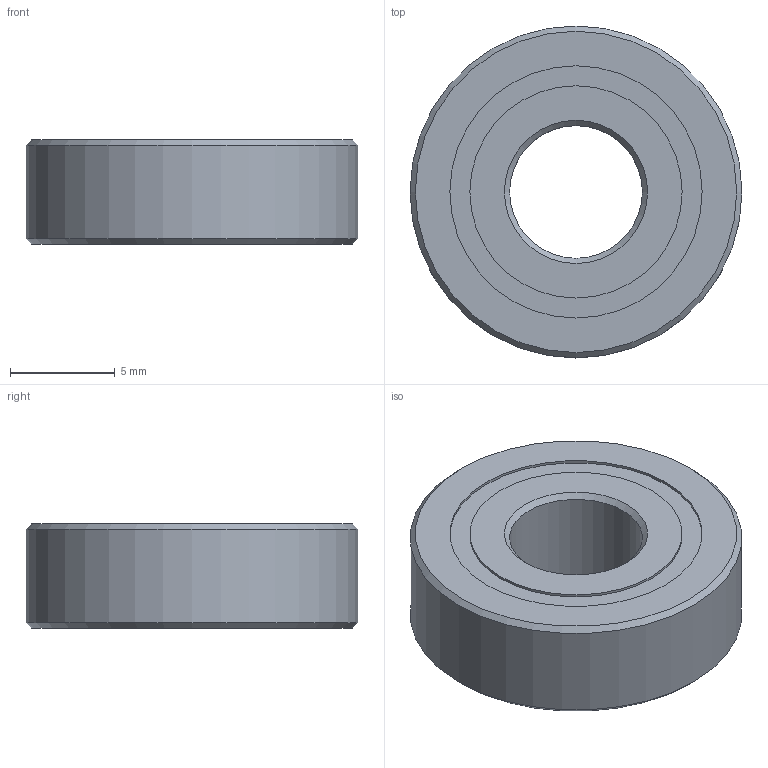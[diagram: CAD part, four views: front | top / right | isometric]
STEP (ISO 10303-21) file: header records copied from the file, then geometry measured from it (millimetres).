
FILE_DESCRIPTION(/* description */ ('STEP AP203'),/* implementation_level */ '2;1');
FILE_NAME(/* name */ '60355K701.ipt.step',/* time_stamp */ '2016-03-31T16:34:02-07:00',/* author */ (''),/* organization */ (''),/* preprocessor_version */ 'ST-DEVELOPER v16.1',/* originating_system */ 'Autodesk Inventor 2016',/* authorisation */ '');
FILE_SCHEMA (('AUTOMOTIVE_DESIGN { 1 0 10303 214 3 1 1 }'));
Length unit declared in the file: inch
Products named in the file (1): 60355K701
Bounding box: 15.88 x 15.88 x 4.98 mm (x, y, z)
Volume: 712.2 mm3; surface area: 1423.4 mm2
Topology: 12 solids, 12 shells, 32 faces, 67 edges, 43 vertices
Faces by surface type: cylinder 10, plane 8, sphere 8, cone 4, torus 2
Full cylindrical faces by diameter (mm): 6.35 x1, 10.155 x4, 12.07 x4, 15.875 x1
Entity records: 707 total; most frequent: DIRECTION 130, CARTESIAN_POINT 105, AXIS2_PLACEMENT_3D 65, ORIENTED_EDGE 64, EDGE_LOOP 56, VERTEX_POINT 40, FACE_OUTER_BOUND 32, CIRCLE 32
